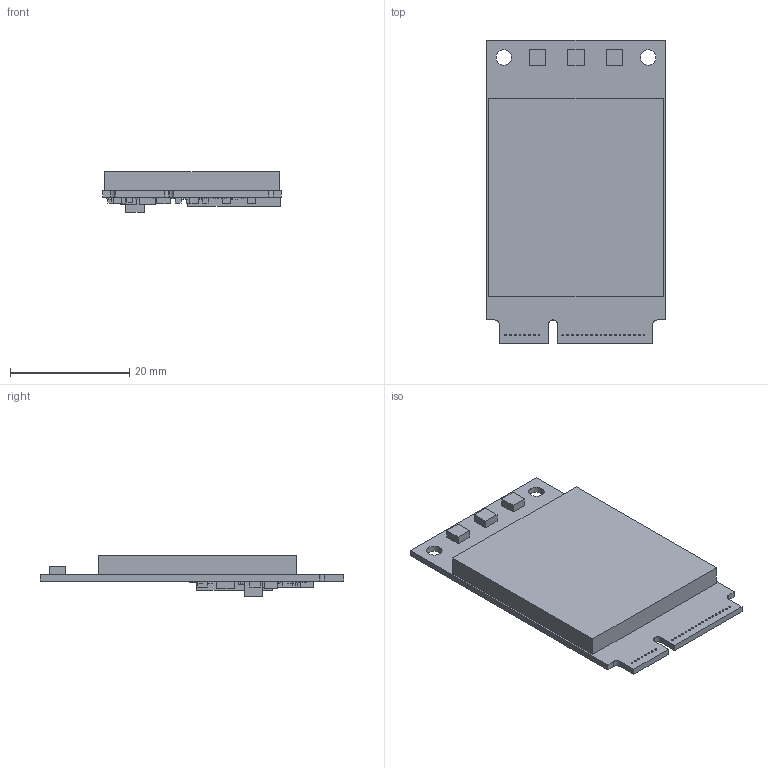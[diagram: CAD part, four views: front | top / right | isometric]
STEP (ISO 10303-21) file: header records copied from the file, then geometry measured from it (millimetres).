
FILE_DESCRIPTION(('FreeCAD Model'),'2;1');
FILE_NAME('STP-file Gator 2 30 mm B.step','2019-02-13T12:25:02',('Author'),(''), 'Open CASCADE STEP processor 6.8','FreeCAD','Unknown');
FILE_SCHEMA(('AUTOMOTIVE_DESIGN_CC2 { 1 2 10303 214 -1 1 5 4 }'));
Length unit declared in the file: millimetre
Products named in the file (139): Board_outline; _C1_; _C2_; _C21_; _C22_; _C23_; _C24_; _C25_; _C26_; _C27_; _FB2_; _C36_; _C37_; _SP_T_31_; _SP_T_33_; _SP_T_35_; _SP_T_37_; _SP_T_39_; _SP_T_41_; _SP_T_43_; _SP_T_45_; _SP_T_47_; _SP_T_49_; _SP_T_51_; _TP1_; _SP_T_07_; _SP_T_09_; _SP_T_11_; _SP_T_13_; _SP_T_15_; _SP_T_17_; _SP_T_19_; _SP_T_21_; _SP_T_23_; _SP_T_25_; _SP_T_27_; _SP_T_29_; _C82_; _C83_; _C84_ ...
Bounding box: 30 x 50.95 x 6.78 mm (x, y, z)
Volume: 5105.3 mm3; surface area: 6537.6 mm2
Topology: 139 solids, 139 shells, 718 faces, 1320 edges, 880 vertices
Faces by surface type: plane 582, cylinder 136
Full cylindrical faces by diameter (mm): 2.6 x2
Entity records: 37652 total; most frequent: CARTESIAN_POINT 6363, DIRECTION 5536, LINE 3416, VECTOR 3416, ORIENTED_EDGE 2640, PCURVE 2640, DEFINITIONAL_REPRESENTATION 2640, EDGE_CURVE 1320
